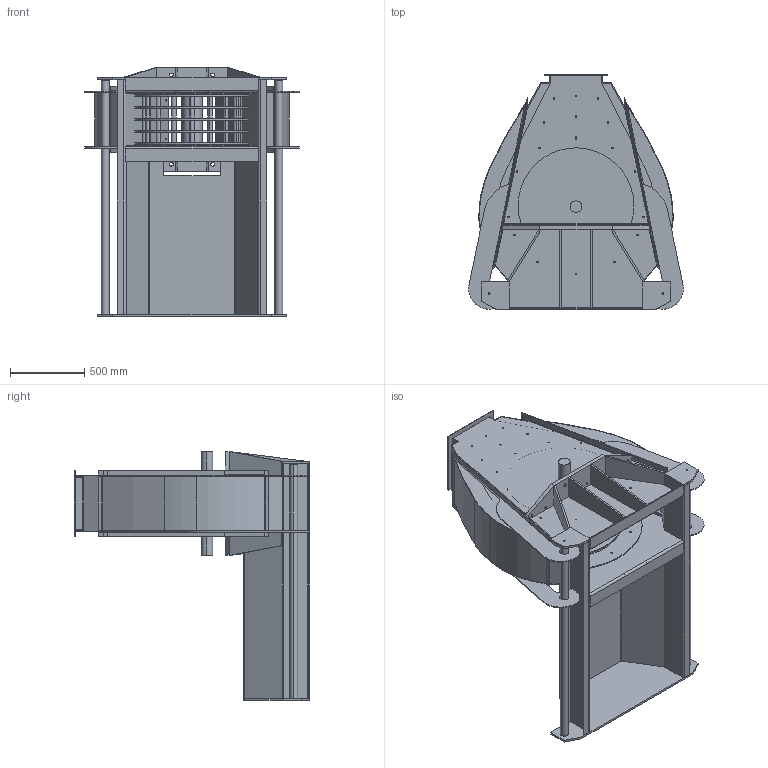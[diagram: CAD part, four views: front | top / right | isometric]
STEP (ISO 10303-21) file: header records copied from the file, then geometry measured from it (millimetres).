
FILE_DESCRIPTION(('FreeCAD Model'),'2;1');
FILE_NAME('Open CASCADE Shape Model','2025-05-09T07:57:17',('FreeCAD'),( 'FreeCAD'),'Open CASCADE STEP processor 7.6','FreeCAD','Unknown');
FILE_SCHEMA(('AUTOMOTIVE_DESIGN { 1 0 10303 214 1 1 1 1 }'));
Products named in the file (1): Open CASCADE STEP translator 7.6 1
Bounding box: 1443.83 x 1581.93 x 1674.32 mm (x, y, z)
Volume: 108447324.2 mm3; surface area: 28557849.4 mm2
Topology: 77 solids, 77 shells, 1369 faces, 3343 edges, 2130 vertices
Faces by surface type: bspline 1369
Entity records: 48677 total; most frequent: CARTESIAN_POINT 28785, ORIENTED_EDGE 6686, EDGE_CURVE 3343, VERTEX_POINT 2130, B_SPLINE_CURVE_WITH_KNOTS 1925, FACE_BOUND 1835, EDGE_LOOP 1835, ADVANCED_FACE 1369
